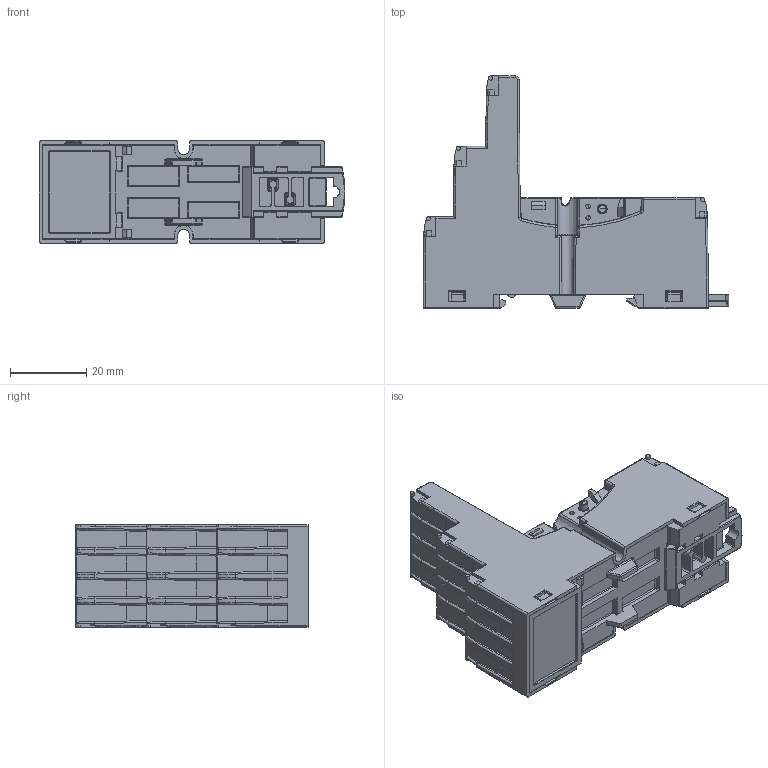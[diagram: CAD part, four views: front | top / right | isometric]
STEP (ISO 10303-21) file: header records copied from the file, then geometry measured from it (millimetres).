
FILE_DESCRIPTION((''),'2;1');
FILE_NAME('ASM0013_ASM','2020-11-16T',('marketing.praksa'),('Audax d.o.o.'),'CREO PARAMETRIC BY PTC INC, 2017480','CREO PARAMETRIC BY PTC INC, 2017480','');
FILE_SCHEMA(('AUTOMOTIVE_DESIGN { 1 0 10303 214 1 1 1 1 }'));
Products named in the file (96): OPEN_CASCADE_STEP_TRANSLATO-397; OPEN_CASCADE_STEP_TRANSLATO-980; OPEN_CASCADE_STEP_TRANSLAT-1875; OPEN_CASCADE_STEP_TRANSLAT-2770; OPEN_CASCADE_STEP_TRANSLAT-3353; OPEN_CASCADE_STEP_TRANSLAT-3702; OPEN_CASCADE_STEP_TRANSLAT-4213; OPEN_CASCADE_STEP_TRANSLAT-5748; OPEN_CASCADE_STEP_TRANSLAT-6934; OPEN_CASCADE_STEP_TRANSLAT-7283; OPEN_CASCADE_STEP_TRANSLAT-7794; OPEN_CASCADE_STEP_TRANSLAT-8305; OPEN_CASCADE_STEP_TRANSLAT-9517; OPEN_CASCADE_STEP_TRANSLA-11127; OPEN_CASCADE_STEP_TRANSLA-11642; OPEN_CASCADE_STEP_TRANSLA-11991; OPEN_CASCADE_STEP_TRANSLA-23556; OPEN_CASCADE_STEP_TRANSLA-35043; OPEN_CASCADE_STEP_TRANSLA-46507; OPEN_CASCADE_STEP_TRANSLA-57972; OPEN_CASCADE_STEP_TRANSLA-58657; OPEN_CASCADE_STEP_TRANSLA-60660; OPEN_CASCADE_STEP_TRANSLA-61993; OPEN_CASCADE_STEP_TRANSL-199093; OPEN_CASCADE_STEP_TRANSL-201127; OPEN_CASCADE_STEP_TRANSL-209779; OPEN_CASCADE_STEP_TRANSL-210493; OPEN_CASCADE_STEP_TRANSL-211028; OPEN_CASCADE_STEP_TRANSL-211663; OPEN_CASCADE_STEP_TRANSL-212377; OPEN_CASCADE_STEP_TRANSL-212490; OPEN_CASCADE_STEP_TRANSL-212933; OPEN_CASCADE_STEP_TRANSL-213273; OPEN_CASCADE_STEP_TRANSL-213386; OPEN_CASCADE_STEP_TRANSL-222108; OPEN_CASCADE_STEP_TRANSL-222335; OPEN_CASCADE_STEP_TRANSL-222562; OPEN_CASCADE_STEP_TRANSL-222789; OPEN_CASCADE_STEP_TRANSL-223503; OPEN_CASCADE_STEP_TRANSL-224039 ...
Assembly tree (95 placements, depth 3):
  ASM0013_ASM
    OPEN_CASCADE_STEP_TRANSLATOR_14_ASM
      OPEN_CASCADE_STEP_TRANSLATO-397
      OPEN_CASCADE_STEP_TRANSLATO-980
      OPEN_CASCADE_STEP_TRANSLAT-1875
      OPEN_CASCADE_STEP_TRANSLAT-2770
      OPEN_CASCADE_STEP_TRANSLAT-3353
      OPEN_CASCADE_STEP_TRANSLAT-3702
      OPEN_CASCADE_STEP_TRANSLAT-4213
      OPEN_CASCADE_STEP_TRANSLAT-5748
      OPEN_CASCADE_STEP_TRANSLAT-6934
      OPEN_CASCADE_STEP_TRANSLAT-7283
      OPEN_CASCADE_STEP_TRANSLAT-7794
      OPEN_CASCADE_STEP_TRANSLAT-8305
      OPEN_CASCADE_STEP_TRANSLAT-9517
      OPEN_CASCADE_STEP_TRANSLA-11127
      OPEN_CASCADE_STEP_TRANSLA-11642
      OPEN_CASCADE_STEP_TRANSLA-11991
      OPEN_CASCADE_STEP_TRANSLA-23556
      OPEN_CASCADE_STEP_TRANSLA-35043
      OPEN_CASCADE_STEP_TRANSLA-46507
      OPEN_CASCADE_STEP_TRANSLA-57972
      OPEN_CASCADE_STEP_TRANSLA-58657
      OPEN_CASCADE_STEP_TRANSLA-60660
      OPEN_CASCADE_STEP_TRANSLA-61993
      OPEN_CASCADE_STEP_TRANSL-199093
      OPEN_CASCADE_STEP_TRANSL-201127
      OPEN_CASCADE_STEP_TRANSL-209779
      OPEN_CASCADE_STEP_TRANSL-210493
      OPEN_CASCADE_STEP_TRANSL-211028
      OPEN_CASCADE_STEP_TRANSL-211663
      OPEN_CASCADE_STEP_TRANSL-212377
      OPEN_CASCADE_STEP_TRANSL-212490
      OPEN_CASCADE_STEP_TRANSL-212933
      OPEN_CASCADE_STEP_TRANSL-213273
      OPEN_CASCADE_STEP_TRANSL-213386
      OPEN_CASCADE_STEP_TRANSL-222108
      OPEN_CASCADE_STEP_TRANSL-222335
      OPEN_CASCADE_STEP_TRANSL-222562
      OPEN_CASCADE_STEP_TRANSL-222789
      OPEN_CASCADE_STEP_TRANSL-223503
      OPEN_CASCADE_STEP_TRANSL-224039
      OPEN_CASCADE_STEP_TRANSL-224765
      OPEN_CASCADE_STEP_TRANSL-225450
      OPEN_CASCADE_STEP_TRANSL-225677
      OPEN_CASCADE_STEP_TRANSL-225790
      OPEN_CASCADE_STEP_TRANSL-226233
      OPEN_CASCADE_STEP_TRANSL-226573
      OPEN_CASCADE_STEP_TRANSL-226686
      OPEN_CASCADE_STEP_TRANSL-235390
      OPEN_CASCADE_STEP_TRANSL-235617
      OPEN_CASCADE_STEP_TRANSL-235844
      OPEN_CASCADE_STEP_TRANSL-236071
      OPEN_CASCADE_STEP_TRANSL-236878
      OPEN_CASCADE_STEP_TRANSL-237770
      OPEN_CASCADE_STEP_TRANSL-238316
      OPEN_CASCADE_STEP_TRANSL-239031
      OPEN_CASCADE_STEP_TRANSL-239258
      OPEN_CASCADE_STEP_TRANSL-239371
      OPEN_CASCADE_STEP_TRANSL-239814
Bounding box: 80.38 x 61 x 26.9 mm (x, y, z)
Volume: 1805.7 mm3; surface area: 23292.7 mm2
Topology: 22 solids, 161 shells, 2972 faces, 8379 edges, 5351 vertices
Faces by surface type: plane 1286, cylinder 733, bspline 375, torus 357, sphere 126, cone 93, extrusion 2
Entity records: 157111 total; most frequent: CARTESIAN_POINT 37533, ORIENTED_EDGE 15218, DIRECTION 14431, PRESENTATION_STYLE_ASSIGNMENT 10724, STYLED_ITEM 10724, EDGE_CURVE 8180, CURVE_STYLE 7775, VERTEX_POINT 5355
